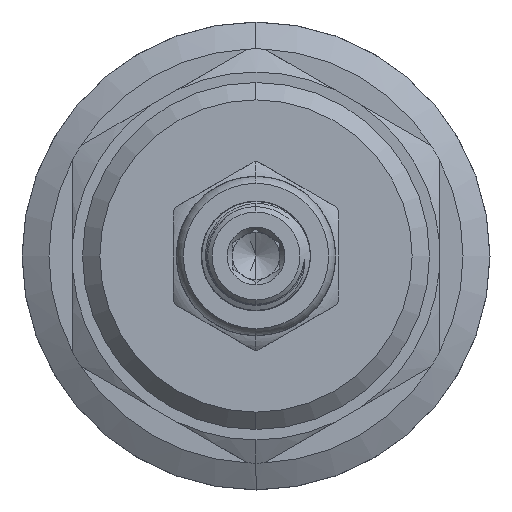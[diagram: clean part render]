
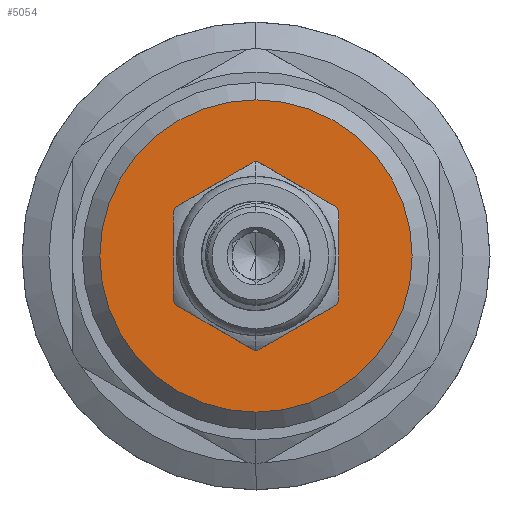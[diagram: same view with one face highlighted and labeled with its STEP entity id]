
A CAD part, left-side view. The second image highlights one B-rep face of the part: STEP entity #5054.
In plain terms, the highlighted planar face has unit normal (-1, 0, 0).
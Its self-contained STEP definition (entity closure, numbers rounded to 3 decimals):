
#1307 = AXIS2_PLACEMENT_3D ( 'NONE', #9625, #9626, #9627 ) ;
#1310 = AXIS2_PLACEMENT_3D ( 'NONE', #9612, #9613, #9614 ) ;
#1318 = AXIS2_PLACEMENT_3D ( 'NONE', #9397, #9398, #9399 ) ;
#1404 = AXIS2_PLACEMENT_3D ( 'NONE', #8056, #8057, #8058 ) ;
#4106 = EDGE_LOOP ( 'NONE', ( #12430, #12431 ) ) ;
#4123 = EDGE_LOOP ( 'NONE', ( #12428, #12429 ) ) ;
#5054 = ADVANCED_FACE ( 'NONE', ( #5588, #5579 ), #13887, .T. ) ;
#5413 = AXIS2_PLACEMENT_3D ( 'NONE', #13890, #13885, #13884 ) ;
#5579 = FACE_OUTER_BOUND ( 'NONE', #4106, .T. ) ;
#5588 = FACE_BOUND ( 'NONE', #4123, .T. ) ;
#8056 = CARTESIAN_POINT ( 'NONE',  ( 0., 0., 0. ) ) ;
#8057 = DIRECTION ( 'NONE',  ( 1., 0., 0. ) ) ;
#8058 = DIRECTION ( 'NONE',  ( 0., 0., -1. ) ) ;
#9397 = CARTESIAN_POINT ( 'NONE',  ( 0., 0., 0. ) ) ;
#9398 = DIRECTION ( 'NONE',  ( 1., 0., 0. ) ) ;
#9399 = DIRECTION ( 'NONE',  ( 0., 0., -1. ) ) ;
#9612 = CARTESIAN_POINT ( 'NONE',  ( 0., 0., 0. ) ) ;
#9613 = DIRECTION ( 'NONE',  ( 1., 0., 0. ) ) ;
#9614 = DIRECTION ( 'NONE',  ( 0., 0., -1. ) ) ;
#9625 = CARTESIAN_POINT ( 'NONE',  ( 0., 0., 0. ) ) ;
#9626 = DIRECTION ( 'NONE',  ( 1., 0., 0. ) ) ;
#9627 = DIRECTION ( 'NONE',  ( 0., 0., -1. ) ) ;
#9668 = CARTESIAN_POINT ( 'NONE',  ( 0., 0., -6.875 ) ) ;
#9675 = CARTESIAN_POINT ( 'NONE',  ( 0., 0., 6.875 ) ) ;
#9756 = CARTESIAN_POINT ( 'NONE',  ( 0., 0., -13.5 ) ) ;
#9758 = CARTESIAN_POINT ( 'NONE',  ( 0., 0., 13.5 ) ) ;
#11108 = EDGE_CURVE ( 'NONE', #11400, #11408, #14706, .T. ) ;
#11320 = EDGE_CURVE ( 'NONE', #11493, #11491, #14433, .T. ) ;
#11354 = EDGE_CURVE ( 'NONE', #11408, #11400, #14384, .T. ) ;
#11358 = EDGE_CURVE ( 'NONE', #11491, #11493, #14379, .T. ) ;
#11400 = VERTEX_POINT ( 'NONE', #9668 ) ;
#11408 = VERTEX_POINT ( 'NONE', #9675 ) ;
#11491 = VERTEX_POINT ( 'NONE', #9756 ) ;
#11493 = VERTEX_POINT ( 'NONE', #9758 ) ;
#12428 = ORIENTED_EDGE ( 'NONE', *, *, #11354, .T. ) ;
#12429 = ORIENTED_EDGE ( 'NONE', *, *, #11108, .T. ) ;
#12430 = ORIENTED_EDGE ( 'NONE', *, *, #11358, .F. ) ;
#12431 = ORIENTED_EDGE ( 'NONE', *, *, #11320, .F. ) ;
#13884 = DIRECTION ( 'NONE',  ( 0., 0., 1. ) ) ;
#13885 = DIRECTION ( 'NONE',  ( -1., 0., 0. ) ) ;
#13887 = PLANE ( 'NONE',  #5413 ) ;
#13890 = CARTESIAN_POINT ( 'NONE',  ( 0., 0., 0. ) ) ;
#14379 = CIRCLE ( 'NONE', #1307, 13.5 ) ;
#14384 = CIRCLE ( 'NONE', #1310, 6.875 ) ;
#14433 = CIRCLE ( 'NONE', #1318, 13.5 ) ;
#14706 = CIRCLE ( 'NONE', #1404, 6.875 ) ;
